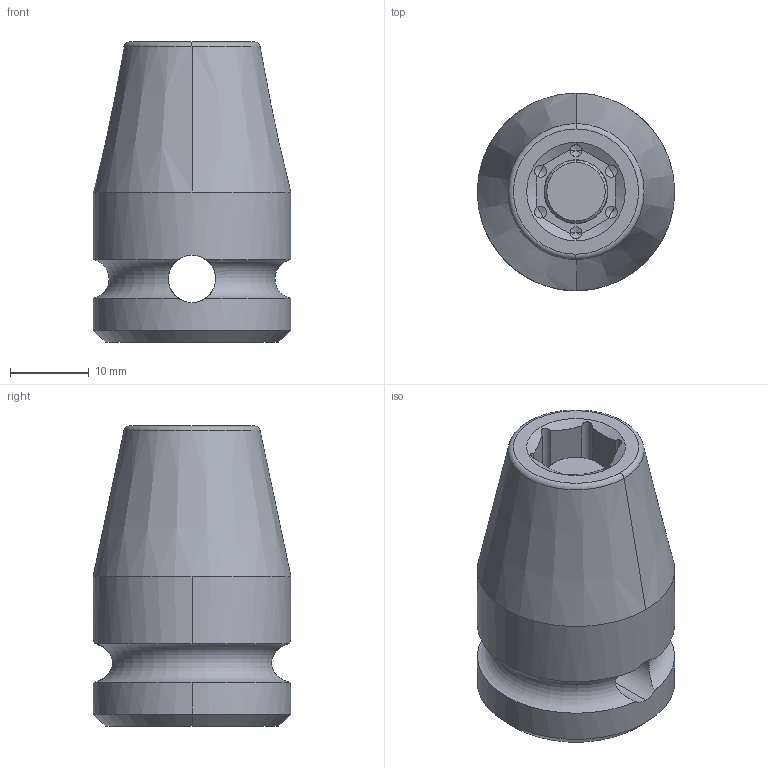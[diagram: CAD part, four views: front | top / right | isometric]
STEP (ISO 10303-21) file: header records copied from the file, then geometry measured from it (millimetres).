
FILE_DESCRIPTION((''),'2;1');
FILE_NAME('4027130510_ASM','2023-08-22T10:01:15',('A00565553'),(''),'CREO PARAMETRIC BY PTC INC, 2022414','CREO PARAMETRIC BY PTC INC, 2022414','');
FILE_SCHEMA(('CONFIG_CONTROL_DESIGN','GEOMETRIC_VALIDATION_PROPERTIES_MIM'));
Length unit declared in the file: millimetre
Products named in the file (3): 4027130510_PART; MAGNET_FLEXIBLE_TEMPLATE_AF2; 4027130510_ASM
Assembly tree (2 placements, depth 2):
  4027130510_ASM
    4027130510_PART
    MAGNET_FLEXIBLE_TEMPLATE_AF2
Bounding box: 25 x 25 x 38 mm (x, y, z)
Volume: 11383.4 mm3; surface area: 5236.4 mm2
Topology: 2 solids, 2 shells, 85 faces, 245 edges, 144 vertices
Faces by surface type: cone 34, cylinder 25, plane 22, torus 4
Entity records: 3161 total; most frequent: CARTESIAN_POINT 852, ORIENTED_EDGE 450, DIRECTION 440, EDGE_CURVE 225, AXIS2_PLACEMENT_3D 178, VERTEX_POINT 144, EDGE_LOOP 91, CIRCLE 88
